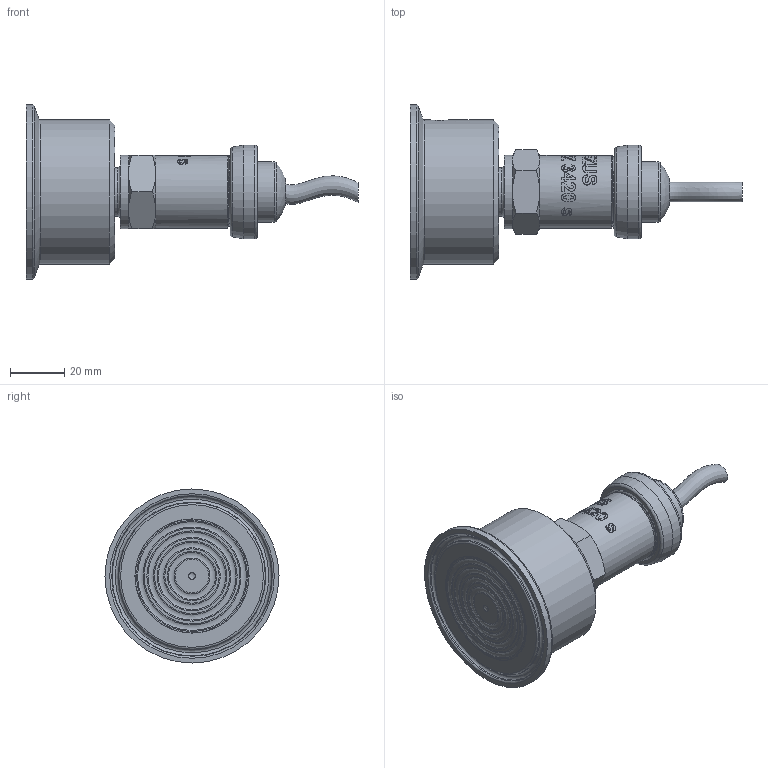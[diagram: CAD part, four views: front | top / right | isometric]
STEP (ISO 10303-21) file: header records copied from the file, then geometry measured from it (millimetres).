
FILE_DESCRIPTION(/* description */ (''),/* implementation_level */ '2;1');
FILE_NAME(/* name */ 'APZ3420s_ClampDN2_5.step',/* time_stamp */ '2021-07-08T14:23:05+03:00',/* author */ (''),/* organization */ (''),/* preprocessor_version */ 'ST-DEVELOPER v18.1',/* originating_system */ 'Autodesk Translation Framework v10.9.0.1377',/* authorisation */ '');
FILE_SCHEMA (('AUTOMOTIVE_DESIGN { 1 0 10303 214 3 1 1 }'));
Length unit declared in the file: millimetre
Products named in the file (7): АПЗ 3420S заполненная; Stainless steel cable gland assembly; Stainless steel cable gland; Stainless steel cable gland nut; wire; G1\2EN; Clamp DN2' diaphragm 48 v2
Assembly tree (5 placements, depth 3):
  АПЗ 3420S заполненная
    Stainless steel cable gland assembly
      Stainless steel cable gland
      Stainless steel cable gland nut
      wire
    G1\2EN
  Clamp DN2' diaphragm 48 v2
Bounding box: 122.1 x 64 x 64 mm (x, y, z)
Volume: 109034.6 mm3; surface area: 28409.4 mm2
Topology: 6 solids, 6 shells, 479 faces, 1236 edges, 814 vertices
Faces by surface type: bspline 273, cylinder 86, plane 62, cone 30, torus 26, sphere 2
Full cylindrical faces by diameter (mm): 2 x1, 3 x1, 3.3 x1, 5 x1, 6 x3, 7 x1, 7.2 x1, 13 x1, 16.7 x1, 17.5 x1, 18 x1, 18.631 x7, 20.955 x7, 21.4 x1, 22 x1, 22.3 x2, 22.4 x1, 24.5 x1, 25.132 x4, 25.526 x2, 26.85 x4, 27 x1, 27.208 x3, 27.7 x1, 34.5 x1, 41.8 x1, 42 x1, 53 x1, 64 x1
Entity records: 30831 total; most frequent: CARTESIAN_POINT 20884, ORIENTED_EDGE 2472, EDGE_CURVE 1236, DIRECTION 1199, VERTEX_POINT 814, B_SPLINE_CURVE_WITH_KNOTS 638, EDGE_LOOP 530, FACE_OUTER_BOUND 479
